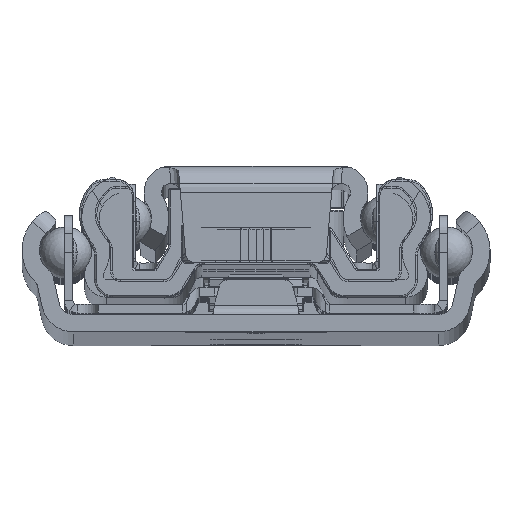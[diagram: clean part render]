
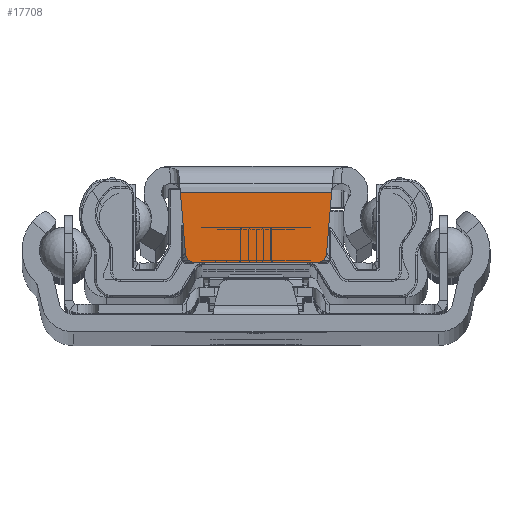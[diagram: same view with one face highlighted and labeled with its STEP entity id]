
A CAD part, top view. The second image highlights one B-rep face of the part: STEP entity #17708.
In plain terms, the highlighted planar face has unit normal (0, 0, 1).
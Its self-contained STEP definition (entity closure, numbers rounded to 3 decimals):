
#2555 = EDGE_CURVE ( 'NONE', #36386, #118094, #89495, .T. ) ;
#2827 = DIRECTION ( 'NONE',  ( -1., 0., 0. ) ) ;
#3827 = CARTESIAN_POINT ( 'NONE',  ( -8.672, -3., 888. ) ) ;
#5587 = ORIENTED_EDGE ( 'NONE', *, *, #28932, .F. ) ;
#5683 = ORIENTED_EDGE ( 'NONE', *, *, #16963, .T. ) ;
#7289 = ORIENTED_EDGE ( 'NONE', *, *, #66508, .T. ) ;
#16376 = EDGE_CURVE ( 'NONE', #112046, #80238, #133245, .T. ) ;
#16963 = EDGE_CURVE ( 'NONE', #102487, #27735, #25590, .T. ) ;
#17708 = ADVANCED_FACE ( 'NONE', ( #147802 ), #122138, .T. ) ;
#17723 = CARTESIAN_POINT ( 'NONE',  ( -8., -11., 888. ) ) ;
#25590 = LINE ( 'NONE', #60331, #56452 ) ;
#25674 = CARTESIAN_POINT ( 'NONE',  ( -8.077, -10.084, 888. ) ) ;
#27735 = VERTEX_POINT ( 'NONE', #3827 ) ;
#28932 = EDGE_CURVE ( 'NONE', #36386, #27735, #122949, .T. ) ;
#30050 = AXIS2_PLACEMENT_3D ( 'NONE', #117107, #37172, #129838 ) ;
#31006 = DIRECTION ( 'NONE',  ( 1., 0., 0. ) ) ;
#33144 = AXIS2_PLACEMENT_3D ( 'NONE', #75772, #111423, #31006 ) ;
#36386 = VERTEX_POINT ( 'NONE', #25674 ) ;
#37172 = DIRECTION ( 'NONE',  ( 0., 0., 1. ) ) ;
#51768 = ORIENTED_EDGE ( 'NONE', *, *, #16376, .T. ) ;
#56452 = VECTOR ( 'NONE', #2827, 1000. ) ;
#57046 = EDGE_LOOP ( 'NONE', ( #130584, #5683, #5587, #103454, #7289, #51768 ) ) ;
#57448 = EDGE_CURVE ( 'NONE', #80238, #102487, #143880, .T. ) ;
#60331 = CARTESIAN_POINT ( 'NONE',  ( -8.924, -3., 888. ) ) ;
#61658 = DIRECTION ( 'NONE',  ( 1., 0., 0. ) ) ;
#66508 = EDGE_CURVE ( 'NONE', #118094, #112046, #141983, .T. ) ;
#66873 = AXIS2_PLACEMENT_3D ( 'NONE', #96764, #108540, #61658 ) ;
#75772 = CARTESIAN_POINT ( 'NONE',  ( -8., -11., 888. ) ) ;
#75938 = CARTESIAN_POINT ( 'NONE',  ( 8.077, -10.084, 888. ) ) ;
#80238 = VERTEX_POINT ( 'NONE', #75938 ) ;
#81760 = CARTESIAN_POINT ( 'NONE',  ( 7.888, -12.334, 888. ) ) ;
#89495 = CIRCLE ( 'NONE', #66873, 1. ) ;
#96764 = CARTESIAN_POINT ( 'NONE',  ( -7.08, -10., 888. ) ) ;
#97337 = VECTOR ( 'NONE', #145063, 1000. ) ;
#98152 = VECTOR ( 'NONE', #140412, 1000. ) ;
#102487 = VERTEX_POINT ( 'NONE', #130479 ) ;
#103454 = ORIENTED_EDGE ( 'NONE', *, *, #2555, .T. ) ;
#108540 = DIRECTION ( 'NONE',  ( 0., 0., 1. ) ) ;
#110939 = CARTESIAN_POINT ( 'NONE',  ( -7.08, -11., 888. ) ) ;
#111423 = DIRECTION ( 'NONE',  ( 0., 0., 1. ) ) ;
#112046 = VERTEX_POINT ( 'NONE', #121050 ) ;
#112754 = VECTOR ( 'NONE', #129169, 1000. ) ;
#117107 = CARTESIAN_POINT ( 'NONE',  ( 7.08, -10., 888. ) ) ;
#118094 = VERTEX_POINT ( 'NONE', #110939 ) ;
#121050 = CARTESIAN_POINT ( 'NONE',  ( 7.08, -11., 888. ) ) ;
#122138 = PLANE ( 'NONE',  #33144 ) ;
#122949 = LINE ( 'NONE', #17723, #97337 ) ;
#129169 = DIRECTION ( 'NONE',  ( 0.084, 0.996, 0. ) ) ;
#129838 = DIRECTION ( 'NONE',  ( 1., 0., 0. ) ) ;
#130479 = CARTESIAN_POINT ( 'NONE',  ( 8.672, -3., 888. ) ) ;
#130584 = ORIENTED_EDGE ( 'NONE', *, *, #57448, .T. ) ;
#133245 = CIRCLE ( 'NONE', #30050, 1. ) ;
#140412 = DIRECTION ( 'NONE',  ( 1., 0., 0. ) ) ;
#141427 = CARTESIAN_POINT ( 'NONE',  ( -8., -11., 888. ) ) ;
#141983 = LINE ( 'NONE', #141427, #98152 ) ;
#143880 = LINE ( 'NONE', #81760, #112754 ) ;
#145063 = DIRECTION ( 'NONE',  ( -0.084, 0.996, 0. ) ) ;
#147802 = FACE_OUTER_BOUND ( 'NONE', #57046, .T. ) ;
